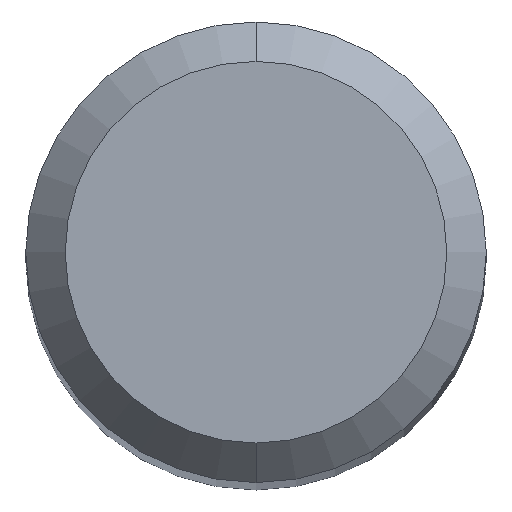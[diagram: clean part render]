
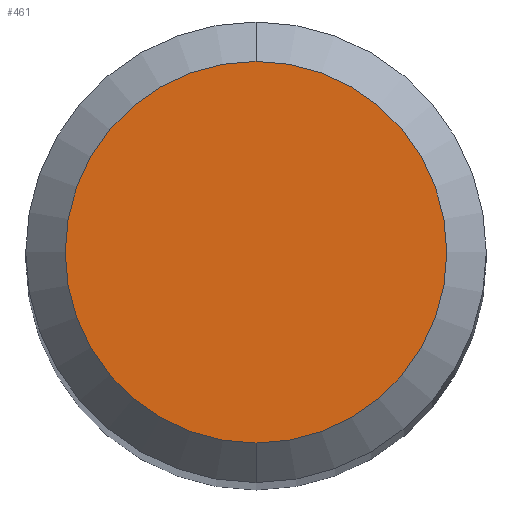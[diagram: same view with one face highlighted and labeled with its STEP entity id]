
A CAD part, top view. The second image highlights one B-rep face of the part: STEP entity #461.
In plain terms, the highlighted planar face has unit normal (0, 0, 1).
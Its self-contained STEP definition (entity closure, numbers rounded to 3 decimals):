
#333=VERTEX_POINT('',#737);
#377=EDGE_CURVE('',#459,#333,#787,.T.);
#459=VERTEX_POINT('',#878);
#461=ADVANCED_FACE('',(#880),#881,.T.);
#561=EDGE_CURVE('',#333,#459,#988,.T.);
#737=CARTESIAN_POINT('',(0.0,1.45,0.0));
#787=CIRCLE('',#1334,1.45);
#878=CARTESIAN_POINT('',(0.,-1.45,0.0));
#880=FACE_OUTER_BOUND('',#1531,.T.);
#881=PLANE('',#1532);
#988=CIRCLE('',#1735,1.45);
#1334=AXIS2_PLACEMENT_3D('',#2029,#2030,#2031);
#1531=EDGE_LOOP('',(#2148,#2149));
#1532=AXIS2_PLACEMENT_3D('',#2150,#2151,#2152);
#1735=AXIS2_PLACEMENT_3D('',#2240,#2241,#2242);
#2029=CARTESIAN_POINT('',(0.0,0.0,0.0));
#2030=DIRECTION('',(0.0,0.0,-1.0));
#2031=DIRECTION('',(0.0,1.0,0.0));
#2148=ORIENTED_EDGE('',*,*,#561,.F.);
#2149=ORIENTED_EDGE('',*,*,#377,.F.);
#2150=CARTESIAN_POINT('',(0.0,0.725,0.0));
#2151=DIRECTION('',(-0.0,0.0,1.0));
#2152=DIRECTION('',(0.0,-1.0,0.0));
#2240=CARTESIAN_POINT('',(0.0,0.0,0.0));
#2241=DIRECTION('',(0.0,0.0,-1.0));
#2242=DIRECTION('',(0.0,1.0,0.0));
